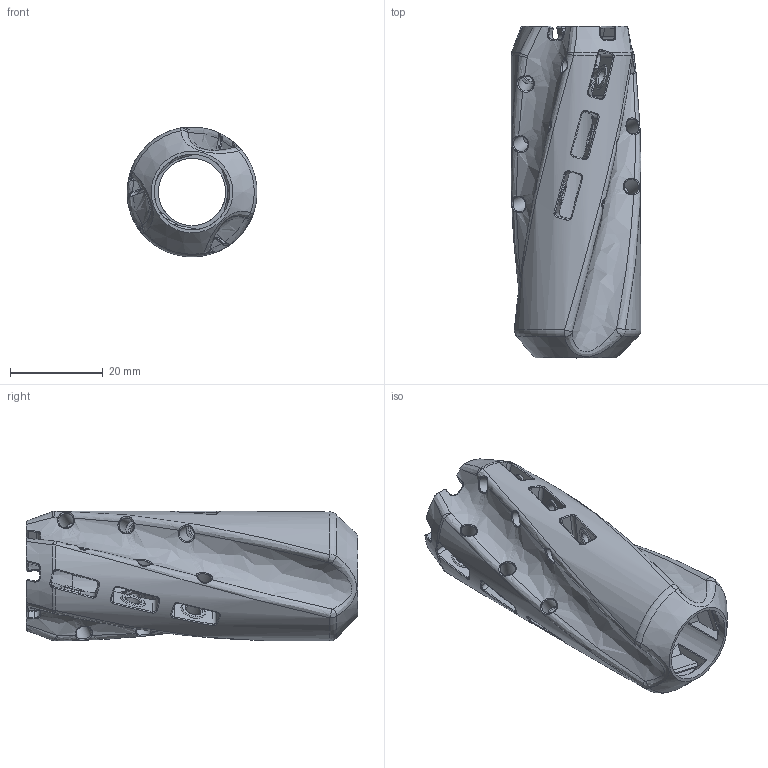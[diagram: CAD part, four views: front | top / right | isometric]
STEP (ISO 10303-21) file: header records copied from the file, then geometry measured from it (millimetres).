
FILE_DESCRIPTION(/* description */ (''),/* implementation_level */ '2;1');
FILE_NAME(/* name */ 'Bearing Scar Tension 15°.stp',/* time_stamp */ '2022-01-25T05:23:22-06:00',/* author */ (''),/* organization */ (''),/* preprocessor_version */ 'ST-DEVELOPER v18.1',/* originating_system */ 'SIEMENS PLM Software NX 1961',/* authorisation */ '');
FILE_SCHEMA (('AUTOMOTIVE_DESIGN { 1 0 10303 214 3 1 1 1 }'));
Length unit declared in the file: millimetre
Products named in the file (1): mkeh517000A39i2c
Bounding box: 27.98 x 71.5 x 28 mm (x, y, z)
Volume: 17822.3 mm3; surface area: 13356.2 mm2
Topology: 1 solids, 1 shells, 618 faces, 1599 edges, 965 vertices
Faces by surface type: bspline 279, plane 155, cylinder 104, cone 44, torus 36
Full cylindrical faces by diameter (mm): 3.3 x18, 14.5 x1, 16.3 x1
Entity records: 27253 total; most frequent: CARTESIAN_POINT 14245, ORIENTED_EDGE 3018, DIRECTION 2285, EDGE_CURVE 1509, AXIS2_PLACEMENT_3D 988, VERTEX_POINT 933, EDGE_LOOP 732, ADVANCED_FACE 618
